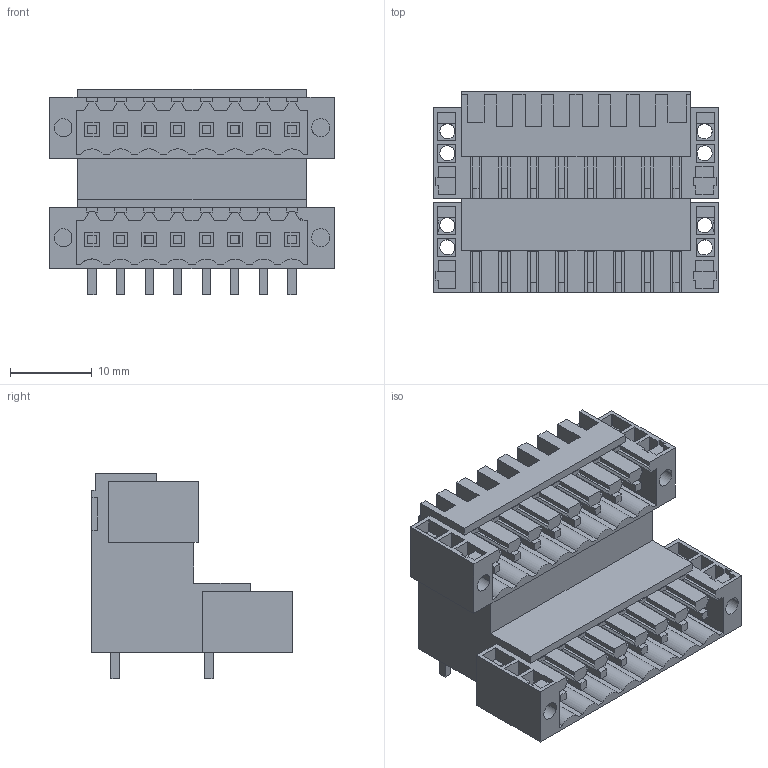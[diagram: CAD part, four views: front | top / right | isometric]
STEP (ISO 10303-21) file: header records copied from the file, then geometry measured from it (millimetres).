
FILE_DESCRIPTION(('CATIA V5 STEP Exchange','CAx-IF Rec.Pracs.--- Model Styling and Organization---1.4--- 2014-01-23'),'2;1');
FILE_NAME ('D1454188_2_1642400000_1642400000.stp','2022-07-28T10:42:14+00:00',('none'),('Weidmueller'),'CATIA Version 5-6 Release 2016 SP3 HF44','CATIA V5 STEP AP214','none');
FILE_SCHEMA(('AUTOMOTIVE_DESIGN { 1 0 10303 214 1 1 1 1 }'));
Length unit declared in the file: millimetre
Products named in the file (1): 1642400000
Bounding box: 34.9 x 24.55 x 25.2 mm (x, y, z)
Volume: 7160.2 mm3; surface area: 9770.6 mm2
Topology: 17 solids, 17 shells, 1029 faces, 2835 edges, 1861 vertices
Faces by surface type: plane 914, cylinder 115
Entity records: 31581 total; most frequent: CARTESIAN_POINT 6133, ORIENTED_EDGE 5614, DIRECTION 4064, EDGE_CURVE 2807, VECTOR 2570, LINE 2570, VERTEX_POINT 1847, EDGE_LOOP 1132
